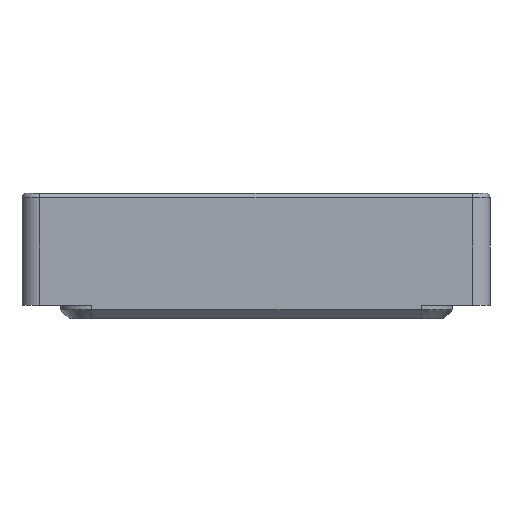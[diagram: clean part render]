
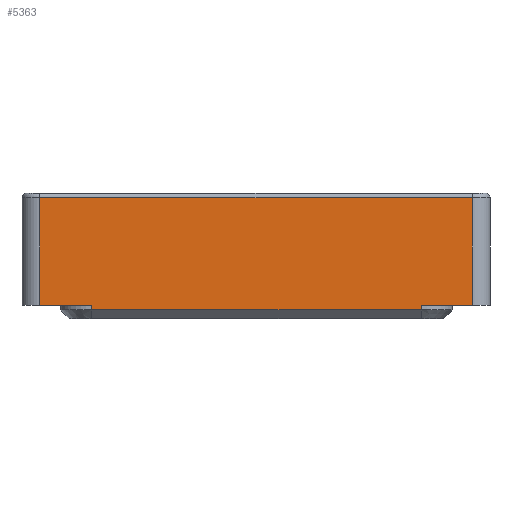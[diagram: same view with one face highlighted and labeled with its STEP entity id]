
A CAD part, front view. The second image highlights one B-rep face of the part: STEP entity #5363.
In plain terms, the highlighted planar face has unit normal (0, -1, 0).
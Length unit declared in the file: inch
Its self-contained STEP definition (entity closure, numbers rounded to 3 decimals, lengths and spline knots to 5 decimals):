
#57 = LINE ( 'NONE', #4128, #2189 ) ;
#177 = DIRECTION ( 'NONE',  ( 0., 0., 1. ) ) ;
#296 = LINE ( 'NONE', #5997, #5538 ) ;
#328 = EDGE_CURVE ( 'NONE', #2287, #4036, #1383, .T. ) ;
#329 = DIRECTION ( 'NONE',  ( 0., 0., 1. ) ) ;
#416 = CARTESIAN_POINT ( 'NONE',  ( 0.1855, -0.345, -0.005 ) ) ;
#562 = VECTOR ( 'NONE', #2617, 39.37008 ) ;
#624 = ORIENTED_EDGE ( 'NONE', *, *, #1577, .T. ) ;
#792 = EDGE_LOOP ( 'NONE', ( #1766, #1853, #4214, #4708, #6192, #624, #5284, #1175 ) ) ;
#1058 = CARTESIAN_POINT ( 'NONE',  ( 0.2425, -0.345, 0.121 ) ) ;
#1115 = FACE_OUTER_BOUND ( 'NONE', #792, .T. ) ;
#1175 = ORIENTED_EDGE ( 'NONE', *, *, #5055, .T. ) ;
#1383 = LINE ( 'NONE', #416, #6617 ) ;
#1533 = LINE ( 'NONE', #2031, #562 ) ;
#1562 = DIRECTION ( 'NONE',  ( 0., 1., 0. ) ) ;
#1577 = EDGE_CURVE ( 'NONE', #6892, #4129, #2585, .T. ) ;
#1609 = CARTESIAN_POINT ( 'NONE',  ( -0.2625, -0.345, 0.126 ) ) ;
#1675 = VERTEX_POINT ( 'NONE', #3000 ) ;
#1766 = ORIENTED_EDGE ( 'NONE', *, *, #4057, .F. ) ;
#1853 = ORIENTED_EDGE ( 'NONE', *, *, #328, .T. ) ;
#1867 = DIRECTION ( 'NONE',  ( 1., 0., 0. ) ) ;
#2031 = CARTESIAN_POINT ( 'NONE',  ( -0.2625, -0.345, 0. ) ) ;
#2133 = CARTESIAN_POINT ( 'NONE',  ( -0.2425, -0.345, 0.121 ) ) ;
#2189 = VECTOR ( 'NONE', #1867, 39.37008 ) ;
#2287 = VERTEX_POINT ( 'NONE', #6101 ) ;
#2585 = LINE ( 'NONE', #6254, #3106 ) ;
#2617 = DIRECTION ( 'NONE',  ( 1., 0., 0. ) ) ;
#2735 = DIRECTION ( 'NONE',  ( 0., 0., 1. ) ) ;
#2771 = DIRECTION ( 'NONE',  ( 1., 0., 0. ) ) ;
#3000 = CARTESIAN_POINT ( 'NONE',  ( 0.2425, -0.345, 0. ) ) ;
#3106 = VECTOR ( 'NONE', #5704, 39.37008 ) ;
#3403 = EDGE_CURVE ( 'NONE', #1675, #6892, #6850, .T. ) ;
#4001 = VECTOR ( 'NONE', #177, 39.37008 ) ;
#4036 = VERTEX_POINT ( 'NONE', #6007 ) ;
#4057 = EDGE_CURVE ( 'NONE', #2287, #5806, #5158, .T. ) ;
#4128 = CARTESIAN_POINT ( 'NONE',  ( -0.2625, -0.345, 0. ) ) ;
#4129 = VERTEX_POINT ( 'NONE', #2133 ) ;
#4214 = ORIENTED_EDGE ( 'NONE', *, *, #5731, .T. ) ;
#4708 = ORIENTED_EDGE ( 'NONE', *, *, #6750, .T. ) ;
#4796 = CARTESIAN_POINT ( 'NONE',  ( -0.2425, -0.345, 0.126 ) ) ;
#4878 = VECTOR ( 'NONE', #2735, 39.37008 ) ;
#4978 = PLANE ( 'NONE',  #7122 ) ;
#5055 = EDGE_CURVE ( 'NONE', #5163, #5806, #57, .T. ) ;
#5158 = LINE ( 'NONE', #5245, #4001 ) ;
#5163 = VERTEX_POINT ( 'NONE', #5935 ) ;
#5245 = CARTESIAN_POINT ( 'NONE',  ( -0.1845, -0.345, -0.015 ) ) ;
#5284 = ORIENTED_EDGE ( 'NONE', *, *, #6139, .T. ) ;
#5363 = ADVANCED_FACE ( 'NONE', ( #1115 ), #4978, .F. ) ;
#5389 = VERTEX_POINT ( 'NONE', #6149 ) ;
#5441 = VECTOR ( 'NONE', #6448, 39.37008 ) ;
#5513 = CARTESIAN_POINT ( 'NONE',  ( 0.2425, -0.345, 0.126 ) ) ;
#5538 = VECTOR ( 'NONE', #329, 39.37008 ) ;
#5573 = DIRECTION ( 'NONE',  ( 1., 0., 0. ) ) ;
#5704 = DIRECTION ( 'NONE',  ( -1., 0., 0. ) ) ;
#5731 = EDGE_CURVE ( 'NONE', #4036, #5389, #296, .T. ) ;
#5806 = VERTEX_POINT ( 'NONE', #6168 ) ;
#5899 = LINE ( 'NONE', #4796, #5441 ) ;
#5935 = CARTESIAN_POINT ( 'NONE',  ( -0.2425, -0.345, 0. ) ) ;
#5997 = CARTESIAN_POINT ( 'NONE',  ( 0.1855, -0.345, -0.015 ) ) ;
#6007 = CARTESIAN_POINT ( 'NONE',  ( 0.1855, -0.345, -0.005 ) ) ;
#6101 = CARTESIAN_POINT ( 'NONE',  ( -0.1845, -0.345, -0.005 ) ) ;
#6139 = EDGE_CURVE ( 'NONE', #4129, #5163, #5899, .T. ) ;
#6149 = CARTESIAN_POINT ( 'NONE',  ( 0.1855, -0.345, 0. ) ) ;
#6168 = CARTESIAN_POINT ( 'NONE',  ( -0.1845, -0.345, 0. ) ) ;
#6192 = ORIENTED_EDGE ( 'NONE', *, *, #3403, .T. ) ;
#6254 = CARTESIAN_POINT ( 'NONE',  ( -0.2425, -0.345, 0.121 ) ) ;
#6448 = DIRECTION ( 'NONE',  ( 0., 0., -1. ) ) ;
#6617 = VECTOR ( 'NONE', #2771, 39.37008 ) ;
#6750 = EDGE_CURVE ( 'NONE', #5389, #1675, #1533, .T. ) ;
#6850 = LINE ( 'NONE', #5513, #4878 ) ;
#6892 = VERTEX_POINT ( 'NONE', #1058 ) ;
#7122 = AXIS2_PLACEMENT_3D ( 'NONE', #1609, #1562, #5573 ) ;
